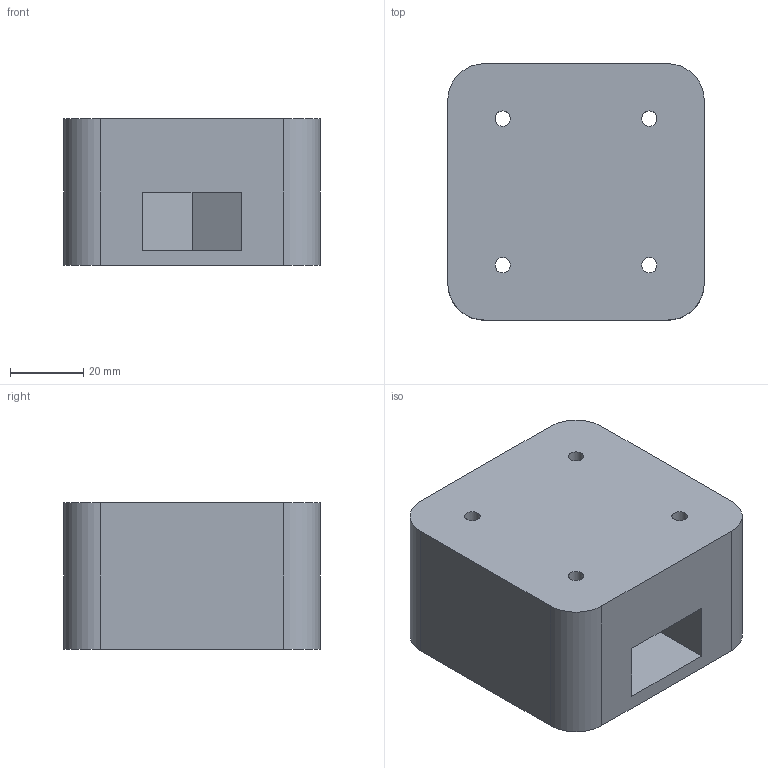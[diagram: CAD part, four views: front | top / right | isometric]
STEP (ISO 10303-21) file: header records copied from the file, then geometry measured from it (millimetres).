
FILE_DESCRIPTION(('FreeCAD Model'),'2;1');
FILE_NAME('Open CASCADE Shape Model','2024-08-01T10:59:06',('Author'),( ''),'Open CASCADE STEP processor 7.6','FreeCAD','Unknown');
FILE_SCHEMA(('AUTOMOTIVE_DESIGN { 1 0 10303 214 1 1 1 1 }'));
Length unit declared in the file: millimetre
Products named in the file (1): Tripod mount (new nut size)
Bounding box: 70 x 70 x 40 mm (x, y, z)
Volume: 164107.6 mm3; surface area: 27555.3 mm2
Topology: 1 solids, 1 shells, 37 faces, 90 edges, 59 vertices
Faces by surface type: plane 24, cylinder 13
Full cylindrical faces by diameter (mm): 4.2 x4, 8.4 x4, 16.2 x1
Entity records: 1131 total; most frequent: DIRECTION 193, CARTESIAN_POINT 187, ORIENTED_EDGE 180, EDGE_CURVE 90, AXIS2_PLACEMENT_3D 65, LINE 63, VECTOR 63, VERTEX_POINT 59
